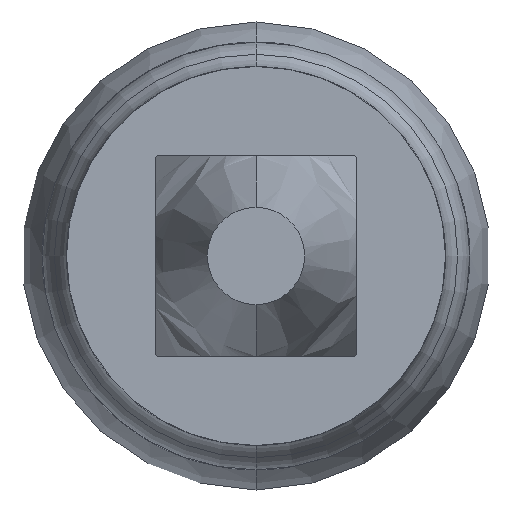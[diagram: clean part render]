
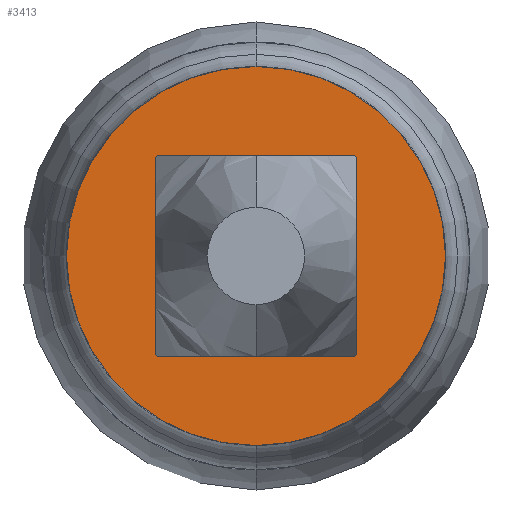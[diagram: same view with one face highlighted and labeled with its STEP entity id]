
A CAD part, front view. The second image highlights one B-rep face of the part: STEP entity #3413.
In plain terms, the highlighted planar face has unit normal (0, -1, 0).
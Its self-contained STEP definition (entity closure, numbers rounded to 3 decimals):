
#103 = EDGE_CURVE ( 'Defeature ausgef�hrt2_34+Defeature ausgef�hrt2_1+Defeature ausgef�hrt2_37+Defeature ausgef�hrt2_40', #3520, #390, #3936, .T. ) ;
#108 = CIRCLE ( 'NONE', #2744, 0.585 ) ;
#114 = DIRECTION ( 'NONE',  ( 0., 0., 1. ) ) ;
#160 = CARTESIAN_POINT ( 'NONE',  ( 0.31, -17.5, -0.305 ) ) ;
#212 = AXIS2_PLACEMENT_3D ( 'NONE', #2411, #1637, #1594 ) ;
#350 = DIRECTION ( 'NONE',  ( 0., 0., 1. ) ) ;
#390 = VERTEX_POINT ( 'NONE', #912 ) ;
#431 = DIRECTION ( 'NONE',  ( 0., -1., 0. ) ) ;
#481 = EDGE_CURVE ( 'Defeature ausgef�hrt2_2+Defeature ausgef�hrt2_1+Defeature ausgef�hrt2_1+Defeature ausgef�hrt2_1', #4298, #1255, #108, .T. ) ;
#512 = ORIENTED_EDGE ( 'NONE', *, *, #5406, .T. ) ;
#600 = VECTOR ( 'NONE', #863, 1000. ) ;
#646 = AXIS2_PLACEMENT_3D ( 'NONE', #748, #1169, #3688 ) ;
#719 = AXIS2_PLACEMENT_3D ( 'NONE', #4973, #4922, #1551 ) ;
#748 = CARTESIAN_POINT ( 'NONE',  ( 0., -17.5, 0. ) ) ;
#800 = VERTEX_POINT ( 'NONE', #1994 ) ;
#863 = DIRECTION ( 'NONE',  ( -1., 0., 0. ) ) ;
#912 = CARTESIAN_POINT ( 'NONE',  ( -0.31, -17.5, 0.305 ) ) ;
#1104 = VECTOR ( 'NONE', #2404, 1000. ) ;
#1125 = ORIENTED_EDGE ( 'NONE', *, *, #1847, .F. ) ;
#1162 = VERTEX_POINT ( 'NONE', #160 ) ;
#1169 = DIRECTION ( 'NONE',  ( 0., -1., 0. ) ) ;
#1212 = ORIENTED_EDGE ( 'NONE', *, *, #3884, .T. ) ;
#1242 = CARTESIAN_POINT ( 'NONE',  ( -0.305, -17.5, 0.31 ) ) ;
#1247 = VECTOR ( 'NONE', #3549, 1000. ) ;
#1255 = VERTEX_POINT ( 'NONE', #3944 ) ;
#1311 = ORIENTED_EDGE ( 'NONE', *, *, #481, .F. ) ;
#1318 = CIRCLE ( 'NONE', #646, 0.435 ) ;
#1439 = CARTESIAN_POINT ( 'NONE',  ( 0., -17.5, 0. ) ) ;
#1441 = CARTESIAN_POINT ( 'NONE',  ( 0.585, -17.5, 0.31 ) ) ;
#1551 = DIRECTION ( 'NONE',  ( 0., 0., 1. ) ) ;
#1574 = EDGE_CURVE ( 'Defeature ausgef�hrt2_1+Defeature ausgef�hrt2_37+Defeature ausgef�hrt2_34+Defeature ausgef�hrt2_36', #3520, #4533, #2735, .T. ) ;
#1594 = DIRECTION ( 'NONE',  ( 0., 0., 1. ) ) ;
#1600 = CARTESIAN_POINT ( 'NONE',  ( 0.31, -17.5, 0. ) ) ;
#1624 = AXIS2_PLACEMENT_3D ( 'NONE', #1893, #4721, #114 ) ;
#1637 = DIRECTION ( 'NONE',  ( 0., -1., 0. ) ) ;
#1641 = LINE ( 'NONE', #3128, #1247 ) ;
#1714 = CARTESIAN_POINT ( 'NONE',  ( 0.585, -17.5, -0.31 ) ) ;
#1760 = CARTESIAN_POINT ( 'NONE',  ( 0., -17.5, 0.585 ) ) ;
#1780 = ORIENTED_EDGE ( 'NONE', *, *, #2699, .F. ) ;
#1840 = CARTESIAN_POINT ( 'NONE',  ( -0.305, -17.5, -0.31 ) ) ;
#1847 = EDGE_CURVE ( 'Defeature ausgef�hrt2_36+Defeature ausgef�hrt2_1+Defeature ausgef�hrt2_38+Defeature ausgef�hrt2_37', #800, #4533, #3275, .T. ) ;
#1893 = CARTESIAN_POINT ( 'NONE',  ( 0., -17.5, 0. ) ) ;
#1994 = CARTESIAN_POINT ( 'NONE',  ( 0.31, -17.5, 0.305 ) ) ;
#2140 = CARTESIAN_POINT ( 'NONE',  ( 0.305, -17.5, -0.31 ) ) ;
#2188 = VERTEX_POINT ( 'NONE', #2140 ) ;
#2297 = ORIENTED_EDGE ( 'NONE', *, *, #1574, .T. ) ;
#2402 = AXIS2_PLACEMENT_3D ( 'NONE', #4984, #3276, #350 ) ;
#2404 = DIRECTION ( 'NONE',  ( 0., 0., -1. ) ) ;
#2411 = CARTESIAN_POINT ( 'NONE',  ( 0., -17.5, 0. ) ) ;
#2445 = CARTESIAN_POINT ( 'NONE',  ( 0.305, -17.5, 0.31 ) ) ;
#2464 = EDGE_CURVE ( 'Defeature ausgef�hrt2_1+Defeature ausgef�hrt2_38+Defeature ausgef�hrt2_36+Defeature ausgef�hrt2_35', #800, #1162, #5461, .T. ) ;
#2543 = FACE_BOUND ( 'NONE', #2890, .T. ) ;
#2595 = CIRCLE ( 'NONE', #2402, 0.435 ) ;
#2699 = EDGE_CURVE ( 'Defeature ausgef�hrt2_35+Defeature ausgef�hrt2_1+Defeature ausgef�hrt2_39+Defeature ausgef�hrt2_38', #2188, #1162, #2595, .T. ) ;
#2722 = DIRECTION ( 'NONE',  ( 0., 0., 1. ) ) ;
#2735 = LINE ( 'NONE', #1441, #3947 ) ;
#2744 = AXIS2_PLACEMENT_3D ( 'NONE', #1439, #3545, #2722 ) ;
#2750 = VERTEX_POINT ( 'NONE', #5091 ) ;
#2890 = EDGE_LOOP ( 'NONE', ( #1125, #5177, #1780, #1212, #3555, #512, #4471, #2297 ) ) ;
#3128 = CARTESIAN_POINT ( 'NONE',  ( -0.31, -17.5, 0. ) ) ;
#3275 = CIRCLE ( 'NONE', #4790, 0.435 ) ;
#3276 = DIRECTION ( 'NONE',  ( 0., -1., 0. ) ) ;
#3413 = ADVANCED_FACE ( 'Defeature ausgef�hrt2_1', ( #2543, #5282 ), #4098, .F. ) ;
#3520 = VERTEX_POINT ( 'NONE', #1242 ) ;
#3545 = DIRECTION ( 'NONE',  ( 0., 1., 0. ) ) ;
#3549 = DIRECTION ( 'NONE',  ( 0., 0., 1. ) ) ;
#3555 = ORIENTED_EDGE ( 'NONE', *, *, #4578, .F. ) ;
#3688 = DIRECTION ( 'NONE',  ( 0., 0., 1. ) ) ;
#3690 = VERTEX_POINT ( 'NONE', #1840 ) ;
#3774 = ORIENTED_EDGE ( 'NONE', *, *, #3920, .F. ) ;
#3884 = EDGE_CURVE ( 'Defeature ausgef�hrt2_1+Defeature ausgef�hrt2_39+Defeature ausgef�hrt2_35+Defeature ausgef�hrt2_33', #2188, #3690, #4701, .T. ) ;
#3920 = EDGE_CURVE ( 'Defeature ausgef�hrt2_2+Defeature ausgef�hrt2_1+Defeature ausgef�hrt2_1+Defeature ausgef�hrt2_1', #1255, #4298, #4043, .T. ) ;
#3936 = CIRCLE ( 'NONE', #212, 0.435 ) ;
#3944 = CARTESIAN_POINT ( 'NONE',  ( 0., -17.5, -0.585 ) ) ;
#3947 = VECTOR ( 'NONE', #5295, 1000. ) ;
#4043 = CIRCLE ( 'NONE', #1624, 0.585 ) ;
#4098 = PLANE ( 'NONE',  #719 ) ;
#4298 = VERTEX_POINT ( 'NONE', #1760 ) ;
#4471 = ORIENTED_EDGE ( 'NONE', *, *, #103, .F. ) ;
#4506 = EDGE_LOOP ( 'NONE', ( #1311, #3774 ) ) ;
#4533 = VERTEX_POINT ( 'NONE', #2445 ) ;
#4578 = EDGE_CURVE ( 'Defeature ausgef�hrt2_33+Defeature ausgef�hrt2_1+Defeature ausgef�hrt2_40+Defeature ausgef�hrt2_39', #2750, #3690, #1318, .T. ) ;
#4701 = LINE ( 'NONE', #1714, #600 ) ;
#4721 = DIRECTION ( 'NONE',  ( 0., 1., 0. ) ) ;
#4790 = AXIS2_PLACEMENT_3D ( 'NONE', #5125, #431, #5488 ) ;
#4922 = DIRECTION ( 'NONE',  ( 0., 1., 0. ) ) ;
#4973 = CARTESIAN_POINT ( 'NONE',  ( 0.585, -17.5, 0. ) ) ;
#4984 = CARTESIAN_POINT ( 'NONE',  ( 0., -17.5, 0. ) ) ;
#5091 = CARTESIAN_POINT ( 'NONE',  ( -0.31, -17.5, -0.305 ) ) ;
#5125 = CARTESIAN_POINT ( 'NONE',  ( 0., -17.5, 0. ) ) ;
#5177 = ORIENTED_EDGE ( 'NONE', *, *, #2464, .T. ) ;
#5282 = FACE_OUTER_BOUND ( 'NONE', #4506, .T. ) ;
#5295 = DIRECTION ( 'NONE',  ( 1., 0., 0. ) ) ;
#5406 = EDGE_CURVE ( 'Defeature ausgef�hrt2_1+Defeature ausgef�hrt2_40+Defeature ausgef�hrt2_33+Defeature ausgef�hrt2_34', #2750, #390, #1641, .T. ) ;
#5461 = LINE ( 'NONE', #1600, #1104 ) ;
#5488 = DIRECTION ( 'NONE',  ( 0., 0., 1. ) ) ;
